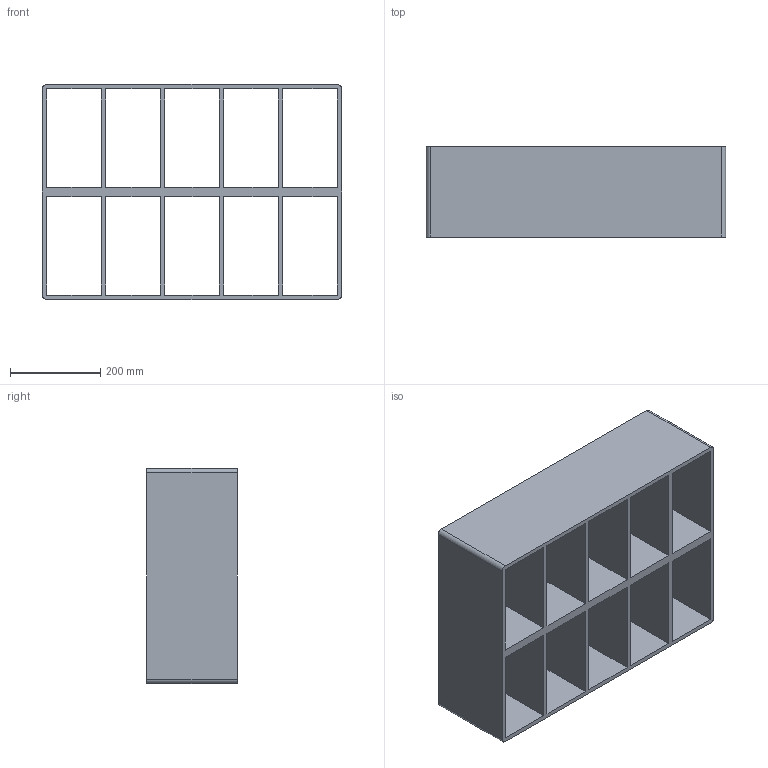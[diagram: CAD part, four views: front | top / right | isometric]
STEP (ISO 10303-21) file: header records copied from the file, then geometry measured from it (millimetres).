
FILE_DESCRIPTION((''),'2;1');
FILE_NAME('SBTB6+6X5.stp','2013-02-26T13:36:21',(''),(''),'Autodesk Inventor 2013','Autodesk Inventor 2013','');
FILE_SCHEMA(('AUTOMOTIVE_DESIGN { 1 0 10303 214 1 1 1 1 }'));
Length unit declared in the file: millimetre
Products named in the file (1): roxtec S_SF_G
Bounding box: 662.5 x 200 x 476 mm (x, y, z)
Volume: 10514831.9 mm3; surface area: 1911114.7 mm2
Topology: 1 solids, 1 shells, 50 faces, 144 edges, 96 vertices
Faces by surface type: plane 46, cylinder 4
Entity records: 1682 total; most frequent: CARTESIAN_POINT 291, ORIENTED_EDGE 288, DIRECTION 254, EDGE_CURVE 144, VECTOR 136, LINE 136, VERTEX_POINT 96, EDGE_LOOP 70
